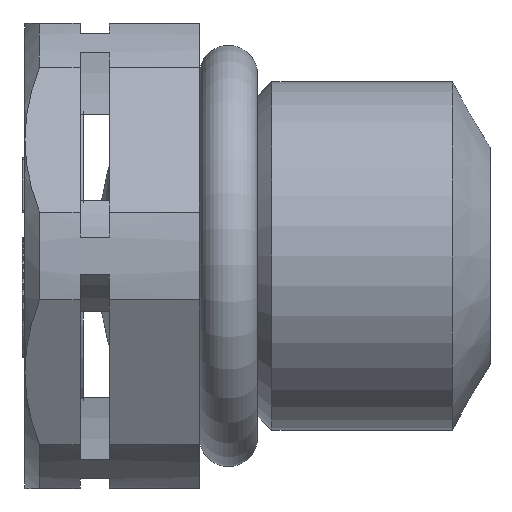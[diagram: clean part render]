
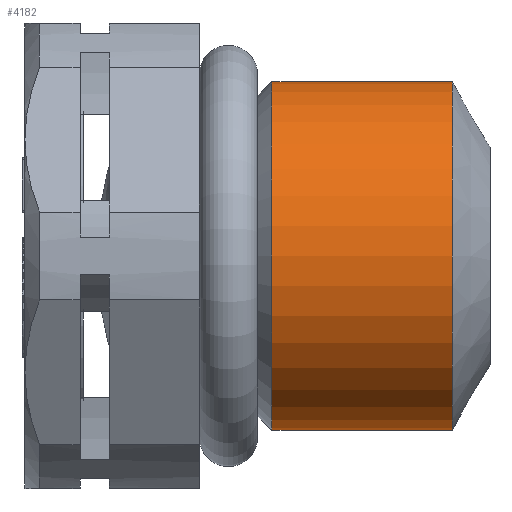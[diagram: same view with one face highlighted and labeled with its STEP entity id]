
A CAD part, left-side view. The second image highlights one B-rep face of the part: STEP entity #4182.
In plain terms, the highlighted cylindrical face has radius 6 mm (diameter 12 mm), a full revolution.
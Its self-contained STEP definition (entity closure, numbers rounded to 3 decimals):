
#955=CYLINDRICAL_SURFACE('',#4542,6.);
#1006=FACE_BOUND('',#1377,.T.);
#1109=FACE_OUTER_BOUND('',#1376,.T.);
#1376=EDGE_LOOP('',(#2964));
#1377=EDGE_LOOP('',(#2965));
#1743=CIRCLE('',#4540,6.);
#1745=CIRCLE('',#4543,6.);
#1951=VERTEX_POINT('',#6315);
#1953=VERTEX_POINT('',#6320);
#2368=EDGE_CURVE('',#1951,#1951,#1743,.T.);
#2370=EDGE_CURVE('',#1953,#1953,#1745,.T.);
#2964=ORIENTED_EDGE('',*,*,#2370,.F.);
#2965=ORIENTED_EDGE('',*,*,#2368,.F.);
#4182=ADVANCED_FACE('',(#1109,#1006),#955,.T.);
#4540=AXIS2_PLACEMENT_3D('',#6316,#5021,#5022);
#4542=AXIS2_PLACEMENT_3D('',#6319,#5025,#5026);
#4543=AXIS2_PLACEMENT_3D('',#6321,#5027,#5028);
#5021=DIRECTION('center_axis',(0.,-1.,0.));
#5022=DIRECTION('ref_axis',(-1.,0.,0.));
#5025=DIRECTION('center_axis',(0.,-1.,0.));
#5026=DIRECTION('ref_axis',(1.,0.,0.));
#5027=DIRECTION('center_axis',(0.,1.,0.));
#5028=DIRECTION('ref_axis',(-1.,0.,0.));
#6315=CARTESIAN_POINT('',(6.,-8.701,0.));
#6316=CARTESIAN_POINT('Origin',(0.,-8.701,
0.));
#6319=CARTESIAN_POINT('Origin',(0.,-5.,0.));
#6320=CARTESIAN_POINT('',(6.,-2.5,0.));
#6321=CARTESIAN_POINT('Origin',(0.,-2.5,0.));
